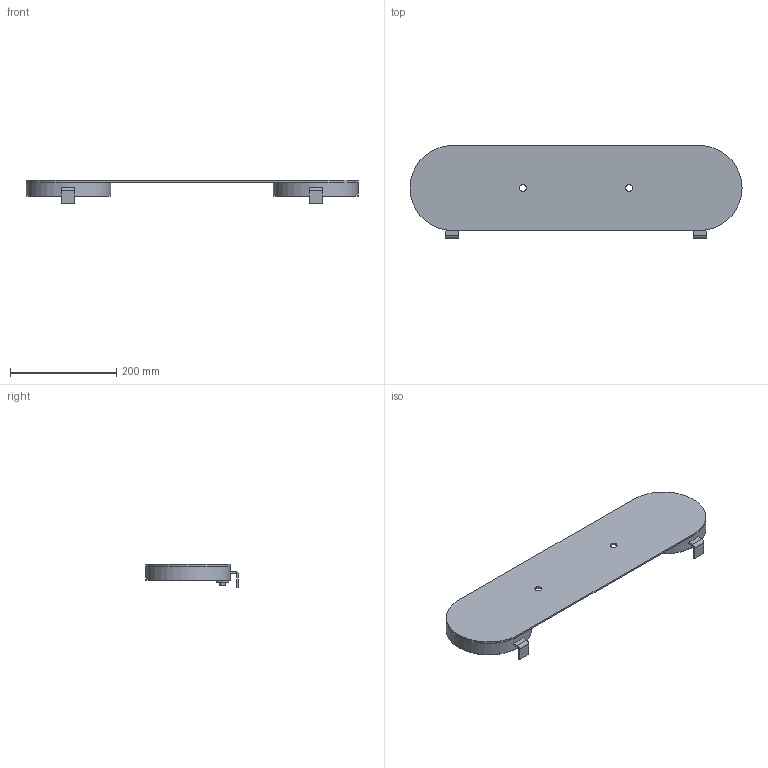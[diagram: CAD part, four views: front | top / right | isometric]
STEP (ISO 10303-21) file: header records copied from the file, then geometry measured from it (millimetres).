
FILE_DESCRIPTION(/* description */ (''),/* implementation_level */ '2;1');
FILE_NAME(/* name */ '70430.stp',/* time_stamp */ '2018-11-09T10:19:35+01:00',/* author */ ('guzb562'),/* organization */ (''),/* preprocessor_version */ 'ST-DEVELOPER v17',/* originating_system */ 'Autodesk Inventor 2019',/* authorisation */ '');
FILE_SCHEMA (('AUTOMOTIVE_DESIGN { 1 0 10303 214 3 1 1 }'));
Length unit declared in the file: millimetre
Products named in the file (1): 70430
Bounding box: 625 x 175 x 43.5 mm (x, y, z)
Volume: 981401.6 mm3; surface area: 298670.8 mm2
Topology: 3 solids, 3 shells, 265 faces, 699 edges, 468 vertices
Faces by surface type: plane 161, bspline 78, cylinder 20, cone 6
Full cylindrical faces by diameter (mm): 10 x2, 13 x2, 24.003 x2, 76.629 x2, 160 x2
Entity records: 11198 total; most frequent: CARTESIAN_POINT 4924, ORIENTED_EDGE 1398, DIRECTION 981, EDGE_CURVE 699, VERTEX_POINT 468, LINE 461, VECTOR 461, EDGE_LOOP 301
